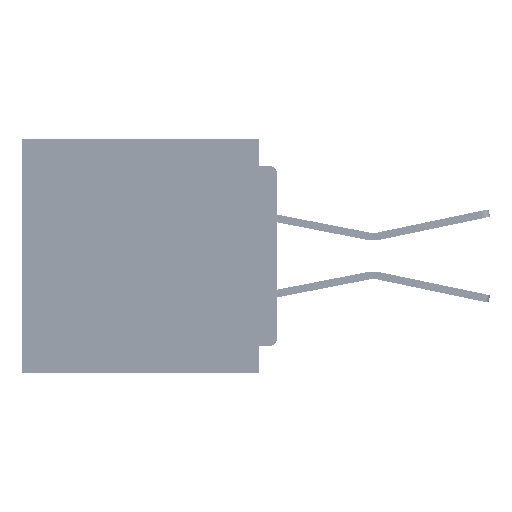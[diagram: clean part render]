
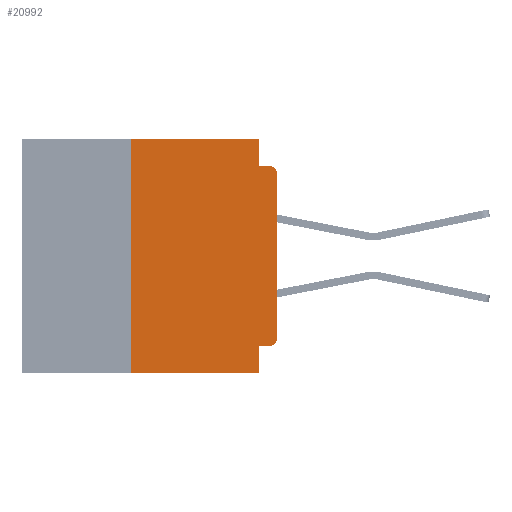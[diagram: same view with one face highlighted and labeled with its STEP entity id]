
A CAD part, left-side view. The second image highlights one B-rep face of the part: STEP entity #20992.
In plain terms, the highlighted planar face has unit normal (-1, 0, 0).
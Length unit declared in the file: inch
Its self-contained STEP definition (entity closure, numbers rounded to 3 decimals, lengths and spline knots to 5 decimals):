
#912 = CIRCLE ( 'NONE', #22966, 0.015 ) ;
#1222 = LINE ( 'NONE', #19226, #17533 ) ;
#1468 = LINE ( 'NONE', #55274, #12595 ) ;
#1719 = EDGE_CURVE ( 'NONE', #23086, #24653, #20536, .T. ) ;
#1929 = CARTESIAN_POINT ( 'NONE',  ( 0., 0.015, -0.06 ) ) ;
#3823 = CARTESIAN_POINT ( 'NONE',  ( 0., 0.015, -0.045 ) ) ;
#4811 = ORIENTED_EDGE ( 'NONE', *, *, #1719, .F. ) ;
#5157 = AXIS2_PLACEMENT_3D ( 'NONE', #14272, #25365, #63486 ) ;
#5650 = CARTESIAN_POINT ( 'NONE',  ( 0., 0.031, -0.045 ) ) ;
#7005 = VERTEX_POINT ( 'NONE', #26037 ) ;
#7256 = CARTESIAN_POINT ( 'NONE',  ( 0., 0., -0.045 ) ) ;
#7411 = DIRECTION ( 'NONE',  ( 0., 0., -1. ) ) ;
#9952 = EDGE_CURVE ( 'NONE', #59870, #23086, #1468, .T. ) ;
#9993 = VERTEX_POINT ( 'NONE', #23075 ) ;
#10523 = CARTESIAN_POINT ( 'NONE',  ( 0., 0.031, 0. ) ) ;
#10570 = EDGE_CURVE ( 'NONE', #22578, #54115, #13351, .T. ) ;
#12595 = VECTOR ( 'NONE', #33651, 39.37008 ) ;
#12806 = CARTESIAN_POINT ( 'NONE',  ( 0., 0.031, -0.4 ) ) ;
#12841 = VECTOR ( 'NONE', #17468, 39.37008 ) ;
#13351 = LINE ( 'NONE', #50215, #55286 ) ;
#13801 = DIRECTION ( 'NONE',  ( 0., -1., 0. ) ) ;
#14272 = CARTESIAN_POINT ( 'NONE',  ( 0., 0.437, 0. ) ) ;
#14566 = LINE ( 'NONE', #61414, #12841 ) ;
#17420 = DIRECTION ( 'NONE',  ( 0., 0., 1. ) ) ;
#17468 = DIRECTION ( 'NONE',  ( 0., -1., 0. ) ) ;
#17533 = VECTOR ( 'NONE', #57414, 39.37008 ) ;
#18220 = VECTOR ( 'NONE', #61382, 39.37008 ) ;
#19226 = CARTESIAN_POINT ( 'NONE',  ( 0., 0.437, 0. ) ) ;
#20536 = LINE ( 'NONE', #7256, #47929 ) ;
#20791 = LINE ( 'NONE', #12806, #60928 ) ;
#20992 = ADVANCED_FACE ( 'NONE', ( #47233 ), #58022, .F. ) ;
#22107 = ORIENTED_EDGE ( 'NONE', *, *, #40295, .F. ) ;
#22578 = VERTEX_POINT ( 'NONE', #28755 ) ;
#22966 = AXIS2_PLACEMENT_3D ( 'NONE', #1929, #40338, #7411 ) ;
#23075 = CARTESIAN_POINT ( 'NONE',  ( 0., 0.25, -0.4 ) ) ;
#23086 = VERTEX_POINT ( 'NONE', #5650 ) ;
#23646 = CARTESIAN_POINT ( 'NONE',  ( 0., 0.25, -0.4 ) ) ;
#24653 = VERTEX_POINT ( 'NONE', #3823 ) ;
#25365 = DIRECTION ( 'NONE',  ( 1., 0., 0. ) ) ;
#25517 = CARTESIAN_POINT ( 'NONE',  ( 0., 0.015, -0.34 ) ) ;
#26037 = CARTESIAN_POINT ( 'NONE',  ( 0., 0.25, 0. ) ) ;
#28755 = CARTESIAN_POINT ( 'NONE',  ( 0., 0., -0.34 ) ) ;
#31020 = DIRECTION ( 'NONE',  ( 0., 0., -1. ) ) ;
#32036 = CARTESIAN_POINT ( 'NONE',  ( 0., 0.031, -0.4 ) ) ;
#33651 = DIRECTION ( 'NONE',  ( 0., 0., -1. ) ) ;
#33706 = ORIENTED_EDGE ( 'NONE', *, *, #41551, .F. ) ;
#33714 = VECTOR ( 'NONE', #56316, 39.37008 ) ;
#33776 = ORIENTED_EDGE ( 'NONE', *, *, #43880, .F. ) ;
#37713 = EDGE_CURVE ( 'NONE', #41488, #22578, #52986, .T. ) ;
#40183 = ORIENTED_EDGE ( 'NONE', *, *, #55897, .T. ) ;
#40295 = EDGE_CURVE ( 'NONE', #7005, #59870, #1222, .T. ) ;
#40338 = DIRECTION ( 'NONE',  ( -1., 0., 0. ) ) ;
#41488 = VERTEX_POINT ( 'NONE', #61105 ) ;
#41551 = EDGE_CURVE ( 'NONE', #9993, #7005, #62617, .T. ) ;
#41563 = EDGE_CURVE ( 'NONE', #41601, #46208, #20791, .T. ) ;
#41601 = VERTEX_POINT ( 'NONE', #62280 ) ;
#41786 = CARTESIAN_POINT ( 'NONE',  ( 0., 0., -0.06 ) ) ;
#42478 = AXIS2_PLACEMENT_3D ( 'NONE', #25517, #63623, #31020 ) ;
#42747 = EDGE_CURVE ( 'NONE', #9993, #46208, #14566, .T. ) ;
#43880 = EDGE_CURVE ( 'NONE', #41488, #41601, #63494, .T. ) ;
#46208 = VERTEX_POINT ( 'NONE', #32036 ) ;
#47233 = FACE_OUTER_BOUND ( 'NONE', #63844, .T. ) ;
#47929 = VECTOR ( 'NONE', #13801, 39.37008 ) ;
#50215 = CARTESIAN_POINT ( 'NONE',  ( 0., 0., 0. ) ) ;
#51106 = DIRECTION ( 'NONE',  ( 0., 0., -1. ) ) ;
#51789 = ORIENTED_EDGE ( 'NONE', *, *, #37713, .T. ) ;
#52986 = CIRCLE ( 'NONE', #42478, 0.015 ) ;
#54115 = VERTEX_POINT ( 'NONE', #41786 ) ;
#55274 = CARTESIAN_POINT ( 'NONE',  ( 0., 0.031, 0. ) ) ;
#55286 = VECTOR ( 'NONE', #17420, 39.37008 ) ;
#55888 = CARTESIAN_POINT ( 'NONE',  ( 0., 0., -0.355 ) ) ;
#55897 = EDGE_CURVE ( 'NONE', #54115, #24653, #912, .T. ) ;
#56316 = DIRECTION ( 'NONE',  ( 0., 0., 1. ) ) ;
#57414 = DIRECTION ( 'NONE',  ( 0., -1., 0. ) ) ;
#58022 = PLANE ( 'NONE',  #5157 ) ;
#59870 = VERTEX_POINT ( 'NONE', #10523 ) ;
#60099 = ORIENTED_EDGE ( 'NONE', *, *, #10570, .T. ) ;
#60928 = VECTOR ( 'NONE', #51106, 39.37008 ) ;
#61105 = CARTESIAN_POINT ( 'NONE',  ( 0., 0.015, -0.355 ) ) ;
#61382 = DIRECTION ( 'NONE',  ( 0., 1., 0. ) ) ;
#61414 = CARTESIAN_POINT ( 'NONE',  ( 0., 0.437, -0.4 ) ) ;
#62280 = CARTESIAN_POINT ( 'NONE',  ( 0., 0.031, -0.355 ) ) ;
#62617 = LINE ( 'NONE', #23646, #33714 ) ;
#63486 = DIRECTION ( 'NONE',  ( 0., 0., -1. ) ) ;
#63494 = LINE ( 'NONE', #55888, #18220 ) ;
#63623 = DIRECTION ( 'NONE',  ( -1., 0., 0. ) ) ;
#63844 = EDGE_LOOP ( 'NONE', ( #60099, #40183, #4811, #68246, #22107, #33706, #64144, #66341, #33776, #51789 ) ) ;
#64144 = ORIENTED_EDGE ( 'NONE', *, *, #42747, .T. ) ;
#66341 = ORIENTED_EDGE ( 'NONE', *, *, #41563, .F. ) ;
#68246 = ORIENTED_EDGE ( 'NONE', *, *, #9952, .F. ) ;
